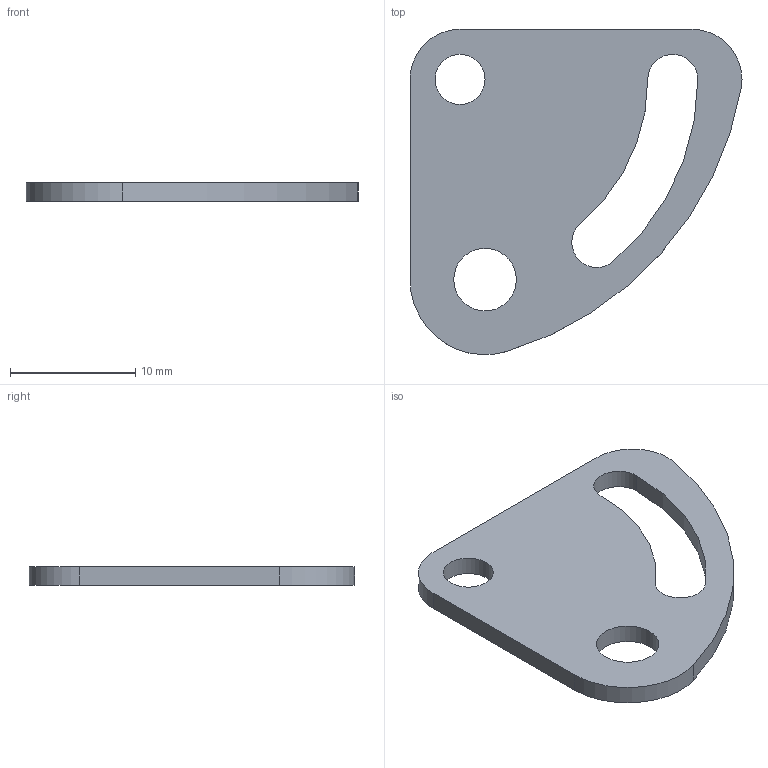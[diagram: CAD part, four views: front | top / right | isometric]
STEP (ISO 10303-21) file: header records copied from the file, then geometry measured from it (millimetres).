
FILE_DESCRIPTION(/* description */ ('Unknown'),/* implementation_level */ '2;1');
FILE_NAME(/* name */ 'Tension-Holder-Released-1',/* time_stamp */ '2021-05-28T17:54:23-05:00',/* author */ ('Unknown'),/* organization */ ('Unknown'),/* preprocessor_version */ 'ST-DEVELOPER v16.7',/* originating_system */ 'Solid Edge',/* authorisation */ 'Unknown');
FILE_SCHEMA (('AUTOMOTIVE_DESIGN {1 0 10303 214 3 1 1}'));
Length unit declared in the file: millimetre
Products named in the file (1): TensionHolder-REV1
Bounding box: 26.53 x 25.99 x 1.5 mm (x, y, z)
Volume: 665.6 mm3; surface area: 1126.2 mm2
Topology: 1 solids, 1 shells, 14 faces, 38 edges, 26 vertices
Faces by surface type: cylinder 10, plane 4
Full cylindrical faces by diameter (mm): 4 x1, 5 x1
Entity records: 472 total; most frequent: DIRECTION 84, CARTESIAN_POINT 73, ORIENTED_EDGE 68, AXIS2_PLACEMENT_3D 35, EDGE_CURVE 34, VERTEX_POINT 24, EDGE_LOOP 22, FACE_BOUND 22
